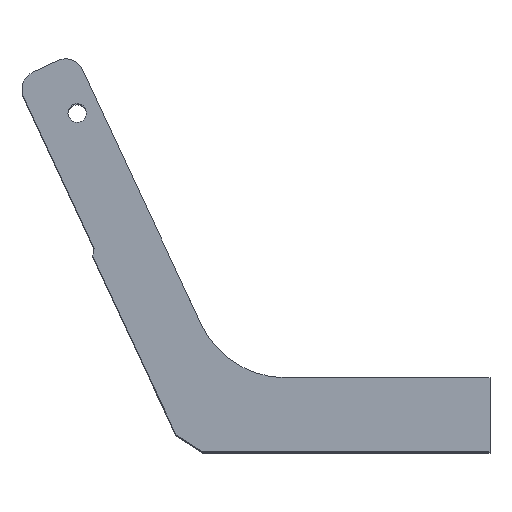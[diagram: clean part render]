
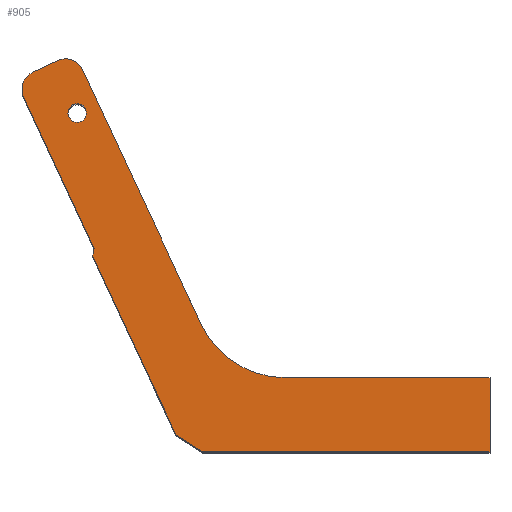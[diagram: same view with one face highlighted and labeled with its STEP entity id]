
A CAD part, top view. The second image highlights one B-rep face of the part: STEP entity #905.
In plain terms, the highlighted planar face has unit normal (0, 0, 1).
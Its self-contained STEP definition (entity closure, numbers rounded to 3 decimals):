
#43=CIRCLE('',#981,1.);
#44=CIRCLE('',#982,2.);
#45=CIRCLE('',#983,10.);
#46=CIRCLE('',#984,2.);
#131=ORIENTED_EDGE('',*,*,#362,.F.);
#132=ORIENTED_EDGE('',*,*,#352,.T.);
#133=ORIENTED_EDGE('',*,*,#363,.T.);
#134=ORIENTED_EDGE('',*,*,#354,.T.);
#135=ORIENTED_EDGE('',*,*,#321,.T.);
#136=ORIENTED_EDGE('',*,*,#312,.T.);
#137=ORIENTED_EDGE('',*,*,#364,.T.);
#138=ORIENTED_EDGE('',*,*,#334,.T.);
#139=ORIENTED_EDGE('',*,*,#318,.T.);
#140=ORIENTED_EDGE('',*,*,#326,.T.);
#141=ORIENTED_EDGE('',*,*,#365,.T.);
#142=ORIENTED_EDGE('',*,*,#346,.T.);
#143=ORIENTED_EDGE('',*,*,#366,.T.);
#312=EDGE_CURVE('',#439,#438,#526,.T.);
#318=EDGE_CURVE('',#440,#444,#532,.T.);
#321=EDGE_CURVE('',#445,#439,#535,.T.);
#326=EDGE_CURVE('',#444,#450,#538,.T.);
#334=EDGE_CURVE('',#457,#440,#544,.T.);
#346=EDGE_CURVE('',#466,#465,#556,.T.);
#352=EDGE_CURVE('',#472,#471,#562,.T.);
#354=EDGE_CURVE('',#473,#445,#564,.T.);
#362=EDGE_CURVE('',#477,#477,#43,.T.);
#363=EDGE_CURVE('',#471,#473,#44,.T.);
#364=EDGE_CURVE('',#438,#457,#571,.F.);
#365=EDGE_CURVE('',#450,#466,#45,.F.);
#366=EDGE_CURVE('',#465,#472,#46,.T.);
#438=VERTEX_POINT('',#1292);
#439=VERTEX_POINT('',#1294);
#440=VERTEX_POINT('',#1298);
#444=VERTEX_POINT('',#1305);
#445=VERTEX_POINT('',#1309);
#450=VERTEX_POINT('',#1321);
#457=VERTEX_POINT('',#1339);
#465=VERTEX_POINT('',#1361);
#466=VERTEX_POINT('',#1363);
#471=VERTEX_POINT('',#1374);
#472=VERTEX_POINT('',#1376);
#473=VERTEX_POINT('',#1380);
#477=VERTEX_POINT('',#1395);
#526=LINE('',#1293,#626);
#532=LINE('',#1306,#632);
#535=LINE('',#1312,#635);
#538=LINE('',#1322,#638);
#544=LINE('',#1338,#644);
#556=LINE('',#1362,#656);
#562=LINE('',#1375,#662);
#564=LINE('',#1379,#664);
#571=LINE('',#1397,#671);
#626=VECTOR('',#1042,1000.);
#632=VECTOR('',#1050,1000.);
#635=VECTOR('',#1055,1000.);
#638=VECTOR('',#1064,1000.);
#644=VECTOR('',#1078,1000.);
#656=VECTOR('',#1096,1000.);
#662=VECTOR('',#1104,1000.);
#664=VECTOR('',#1108,1000.);
#671=VECTOR('',#1127,1000.);
#741=EDGE_LOOP('',(#131));
#742=EDGE_LOOP('',(#132,#133,#134,#135,#136,#137,#138,#139,#140,#141,#142,
#143));
#807=FACE_BOUND('',#741,.T.);
#808=FACE_BOUND('',#742,.T.);
#869=PLANE('',#980);
#905=ADVANCED_FACE('',(#807,#808),#869,.T.);
#980=AXIS2_PLACEMENT_3D('',#1393,#1121,#1122);
#981=AXIS2_PLACEMENT_3D('',#1394,#1123,#1124);
#982=AXIS2_PLACEMENT_3D('',#1396,#1125,#1126);
#983=AXIS2_PLACEMENT_3D('',#1398,#1128,#1129);
#984=AXIS2_PLACEMENT_3D('',#1399,#1130,#1131);
#1042=DIRECTION('',(0.423,-0.906,0.));
#1050=DIRECTION('',(0.,1.,0.));
#1055=DIRECTION('',(-0.174,-0.985,0.));
#1064=DIRECTION('',(-1.,0.,0.));
#1078=DIRECTION('',(1.,0.,0.));
#1096=DIRECTION('',(-0.423,0.906,0.));
#1104=DIRECTION('',(-0.906,-0.423,0.));
#1108=DIRECTION('',(0.423,-0.906,0.));
#1121=DIRECTION('',(0.,0.,1.));
#1122=DIRECTION('',(1.,0.,0.));
#1123=DIRECTION('',(0.,0.,1.));
#1124=DIRECTION('',(1.,0.,0.));
#1125=DIRECTION('',(0.,0.,1.));
#1126=DIRECTION('',(1.,0.,0.));
#1127=DIRECTION('',(-0.843,0.537,0.));
#1128=DIRECTION('',(0.,0.,1.));
#1129=DIRECTION('',(1.,0.,0.));
#1130=DIRECTION('',(0.,0.,1.));
#1131=DIRECTION('',(1.,0.,0.));
#1292=CARTESIAN_POINT('',(-0.845,1.813,35.));
#1293=CARTESIAN_POINT('',(-9.841,21.104,35.));
#1294=CARTESIAN_POINT('',(-9.841,21.104,35.));
#1298=CARTESIAN_POINT('',(33.,0.,35.));
#1305=CARTESIAN_POINT('',(33.,8.,35.));
#1306=CARTESIAN_POINT('',(33.,0.,35.));
#1309=CARTESIAN_POINT('',(-9.69,21.963,35.));
#1312=CARTESIAN_POINT('',(-9.69,21.963,35.));
#1321=CARTESIAN_POINT('',(10.916,8.,35.));
#1322=CARTESIAN_POINT('',(33.,8.,35.));
#1338=CARTESIAN_POINT('',(0.,0.,35.));
#1339=CARTESIAN_POINT('',(2.,0.,35.));
#1361=CARTESIAN_POINT('',(-10.953,41.235,35.));
#1362=CARTESIAN_POINT('',(4.545,8.,35.));
#1363=CARTESIAN_POINT('',(1.852,13.774,35.));
#1374=CARTESIAN_POINT('',(-16.329,40.934,35.));
#1375=CARTESIAN_POINT('',(-11.798,43.047,35.));
#1376=CARTESIAN_POINT('',(-13.611,42.202,35.));
#1379=CARTESIAN_POINT('',(-18.142,40.089,35.));
#1380=CARTESIAN_POINT('',(-17.297,38.276,35.));
#1393=CARTESIAN_POINT('',(0.,0.,35.));
#1394=CARTESIAN_POINT('',(-11.528,36.553,35.));
#1395=CARTESIAN_POINT('',(-10.528,36.553,35.));
#1396=CARTESIAN_POINT('',(-15.484,39.121,35.));
#1397=CARTESIAN_POINT('',(0.577,0.906,35.));
#1398=CARTESIAN_POINT('',(10.916,18.,35.));
#1399=CARTESIAN_POINT('',(-12.765,40.389,35.));
